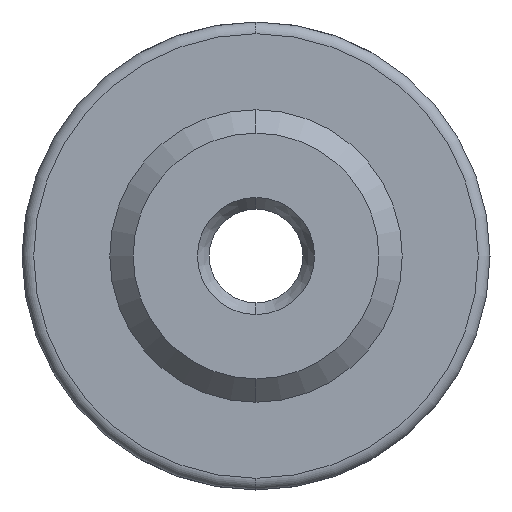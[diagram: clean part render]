
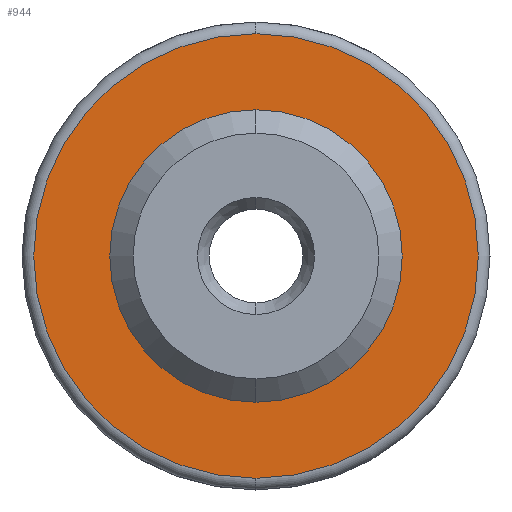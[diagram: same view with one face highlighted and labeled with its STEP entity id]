
A CAD part, left-side view. The second image highlights one B-rep face of the part: STEP entity #944.
In plain terms, the highlighted planar face has unit normal (-1, 0, 0).
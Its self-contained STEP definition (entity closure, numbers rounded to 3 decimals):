
#20 = DIRECTION ( 'NONE',  ( 0., 0., 1. ) ) ;
#22 = PLANE ( 'NONE',  #852 ) ;
#25 = VERTEX_POINT ( 'NONE', #787 ) ;
#57 = CARTESIAN_POINT ( 'NONE',  ( -16., 0., 0. ) ) ;
#66 = VERTEX_POINT ( 'NONE', #467 ) ;
#86 = AXIS2_PLACEMENT_3D ( 'NONE', #208, #808, #20 ) ;
#93 = EDGE_CURVE ( 'NONE', #66, #25, #1110, .T. ) ;
#191 = AXIS2_PLACEMENT_3D ( 'NONE', #761, #498, #667 ) ;
#201 = DIRECTION ( 'NONE',  ( 0., 0., 1. ) ) ;
#208 = CARTESIAN_POINT ( 'NONE',  ( -16., 0., 0. ) ) ;
#222 = CIRCLE ( 'NONE', #191, 2.25 ) ;
#242 = ORIENTED_EDGE ( 'NONE', *, *, #463, .T. ) ;
#246 = AXIS2_PLACEMENT_3D ( 'NONE', #464, #985, #201 ) ;
#257 = EDGE_CURVE ( 'NONE', #461, #956, #1100, .T. ) ;
#279 = DIRECTION ( 'NONE',  ( 1., 0., 0. ) ) ;
#399 = ORIENTED_EDGE ( 'NONE', *, *, #257, .T. ) ;
#461 = VERTEX_POINT ( 'NONE', #962 ) ;
#463 = EDGE_CURVE ( 'NONE', #956, #461, #810, .T. ) ;
#464 = CARTESIAN_POINT ( 'NONE',  ( -16., 0., 0. ) ) ;
#467 = CARTESIAN_POINT ( 'NONE',  ( -16., 0., -2.25 ) ) ;
#483 = FACE_OUTER_BOUND ( 'NONE', #518, .T. ) ;
#498 = DIRECTION ( 'NONE',  ( -1., 0., 0. ) ) ;
#518 = EDGE_LOOP ( 'NONE', ( #399, #242 ) ) ;
#529 = DIRECTION ( 'NONE',  ( 0., 0., -1. ) ) ;
#581 = FACE_BOUND ( 'NONE', #645, .T. ) ;
#586 = AXIS2_PLACEMENT_3D ( 'NONE', #57, #738, #826 ) ;
#628 = ORIENTED_EDGE ( 'NONE', *, *, #93, .F. ) ;
#645 = EDGE_LOOP ( 'NONE', ( #863, #628 ) ) ;
#667 = DIRECTION ( 'NONE',  ( 0., 0., 1. ) ) ;
#674 = EDGE_CURVE ( 'NONE', #25, #66, #222, .T. ) ;
#738 = DIRECTION ( 'NONE',  ( -1., 0., 0. ) ) ;
#761 = CARTESIAN_POINT ( 'NONE',  ( -16., 0., 0. ) ) ;
#787 = CARTESIAN_POINT ( 'NONE',  ( -16., 0., 2.25 ) ) ;
#808 = DIRECTION ( 'NONE',  ( -1., 0., 0. ) ) ;
#810 = CIRCLE ( 'NONE', #86, 3.8 ) ;
#826 = DIRECTION ( 'NONE',  ( 0., 0., 1. ) ) ;
#852 = AXIS2_PLACEMENT_3D ( 'NONE', #960, #279, #529 ) ;
#863 = ORIENTED_EDGE ( 'NONE', *, *, #674, .F. ) ;
#944 = ADVANCED_FACE ( 'NONE', ( #581, #483 ), #22, .F. ) ;
#956 = VERTEX_POINT ( 'NONE', #1018 ) ;
#960 = CARTESIAN_POINT ( 'NONE',  ( -16., 0., -3.8 ) ) ;
#962 = CARTESIAN_POINT ( 'NONE',  ( -16., 0., 3.8 ) ) ;
#985 = DIRECTION ( 'NONE',  ( -1., 0., 0. ) ) ;
#1018 = CARTESIAN_POINT ( 'NONE',  ( -16., 0., -3.8 ) ) ;
#1100 = CIRCLE ( 'NONE', #586, 3.8 ) ;
#1110 = CIRCLE ( 'NONE', #246, 2.25 ) ;
